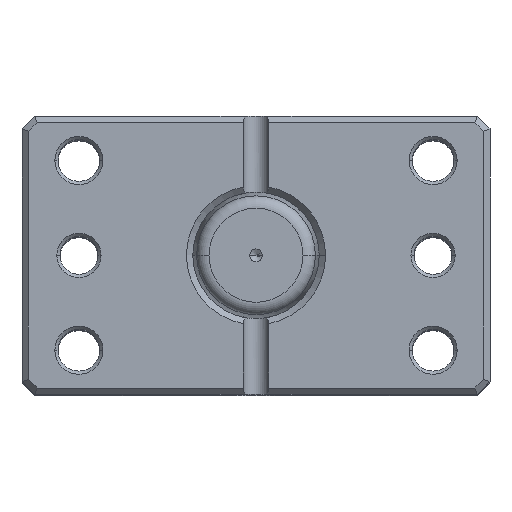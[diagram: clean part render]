
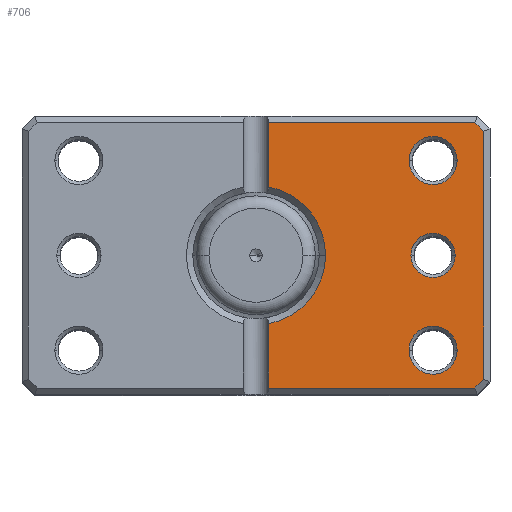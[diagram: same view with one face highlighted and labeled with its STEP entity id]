
A CAD part, top view. The second image highlights one B-rep face of the part: STEP entity #706.
In plain terms, the highlighted face is planar.
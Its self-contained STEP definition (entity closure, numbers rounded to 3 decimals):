
#8 = ORIENTED_EDGE ( 'NONE', *, *, #1592, .T. ) ;
#14 = LINE ( 'NONE', #680, #1314 ) ;
#22 = VECTOR ( 'NONE', #2048, 1000. ) ;
#25 = EDGE_CURVE ( 'NONE', #5394, #6900, #4788, .T. ) ;
#52 = DIRECTION ( 'NONE',  ( 1., 0., 0. ) ) ;
#57 = CARTESIAN_POINT ( 'NONE',  ( -34.586, 21., 0. ) ) ;
#65 = VERTEX_POINT ( 'NONE', #57 ) ;
#82 = CARTESIAN_POINT ( 'NONE',  ( -31.8, 15., 0. ) ) ;
#90 = CARTESIAN_POINT ( 'NONE',  ( -28., 0., 0. ) ) ;
#173 = CARTESIAN_POINT ( 'NONE',  ( -11., 0., 0. ) ) ;
#178 = DIRECTION ( 'NONE',  ( 0.707, 0.707, 0. ) ) ;
#201 = CARTESIAN_POINT ( 'NONE',  ( -31.5, 0., 0. ) ) ;
#229 = CARTESIAN_POINT ( 'NONE',  ( -2., -21., 0. ) ) ;
#233 = VECTOR ( 'NONE', #178, 1000. ) ;
#264 = EDGE_CURVE ( 'NONE', #4745, #65, #4689, .T. ) ;
#385 = CIRCLE ( 'NONE', #1814, 11. ) ;
#434 = DIRECTION ( 'NONE',  ( 1., 0., 0. ) ) ;
#445 = ORIENTED_EDGE ( 'NONE', *, *, #671, .T. ) ;
#459 = DIRECTION ( 'NONE',  ( 0., 0., 1. ) ) ;
#563 = CARTESIAN_POINT ( 'NONE',  ( -28., 15., 0. ) ) ;
#645 = CARTESIAN_POINT ( 'NONE',  ( -27.793, 27.793, 0. ) ) ;
#652 = DIRECTION ( 'NONE',  ( 1., 0., 0. ) ) ;
#671 = EDGE_CURVE ( 'NONE', #3816, #4540, #4681, .T. ) ;
#680 = CARTESIAN_POINT ( 'NONE',  ( 0., -21., 0. ) ) ;
#684 = ORIENTED_EDGE ( 'NONE', *, *, #3668, .T. ) ;
#706 = ADVANCED_FACE ( 'NONE', ( #1351, #2992, #5955, #7050 ), #6522, .F. ) ;
#760 = CARTESIAN_POINT ( 'NONE',  ( -36., 0., 0. ) ) ;
#880 = AXIS2_PLACEMENT_3D ( 'NONE', #1823, #5737, #2376 ) ;
#1146 = CIRCLE ( 'NONE', #6272, 3.8 ) ;
#1155 = CIRCLE ( 'NONE', #6462, 3.5 ) ;
#1226 = DIRECTION ( 'NONE',  ( -1., 0., 0. ) ) ;
#1237 = CARTESIAN_POINT ( 'NONE',  ( -24.2, 15., 0. ) ) ;
#1245 = DIRECTION ( 'NONE',  ( 0., -1., 0. ) ) ;
#1281 = ORIENTED_EDGE ( 'NONE', *, *, #6015, .T. ) ;
#1314 = VECTOR ( 'NONE', #1226, 1000. ) ;
#1351 = FACE_BOUND ( 'NONE', #4764, .T. ) ;
#1497 = LINE ( 'NONE', #3746, #22 ) ;
#1546 = EDGE_LOOP ( 'NONE', ( #8, #6648 ) ) ;
#1551 = ORIENTED_EDGE ( 'NONE', *, *, #3888, .T. ) ;
#1592 = EDGE_CURVE ( 'NONE', #3721, #2235, #3954, .T. ) ;
#1618 = AXIS2_PLACEMENT_3D ( 'NONE', #2874, #2473, #5305 ) ;
#1622 = ORIENTED_EDGE ( 'NONE', *, *, #3463, .T. ) ;
#1663 = LINE ( 'NONE', #760, #4833 ) ;
#1764 = EDGE_CURVE ( 'NONE', #2235, #3721, #7135, .T. ) ;
#1814 = AXIS2_PLACEMENT_3D ( 'NONE', #2254, #6139, #2808 ) ;
#1823 = CARTESIAN_POINT ( 'NONE',  ( -28., -15., 0. ) ) ;
#1904 = ORIENTED_EDGE ( 'NONE', *, *, #6862, .T. ) ;
#1932 = VERTEX_POINT ( 'NONE', #5423 ) ;
#2048 = DIRECTION ( 'NONE',  ( 1., 0., 0. ) ) ;
#2060 = VERTEX_POINT ( 'NONE', #2179 ) ;
#2179 = CARTESIAN_POINT ( 'NONE',  ( -24.2, -15., 0. ) ) ;
#2235 = VERTEX_POINT ( 'NONE', #1237 ) ;
#2254 = CARTESIAN_POINT ( 'NONE',  ( 0., 0., 0. ) ) ;
#2266 = CARTESIAN_POINT ( 'NONE',  ( -2., -10.817, 0. ) ) ;
#2279 = EDGE_CURVE ( 'NONE', #6895, #1932, #5867, .T. ) ;
#2376 = DIRECTION ( 'NONE',  ( 1., 0., 0. ) ) ;
#2473 = DIRECTION ( 'NONE',  ( 0., 0., 1. ) ) ;
#2682 = CARTESIAN_POINT ( 'NONE',  ( -2., 21., 0. ) ) ;
#2733 = CARTESIAN_POINT ( 'NONE',  ( -2., 10.817, 0. ) ) ;
#2808 = DIRECTION ( 'NONE',  ( 1., 0., 0. ) ) ;
#2874 = CARTESIAN_POINT ( 'NONE',  ( -28., 15., 0. ) ) ;
#2876 = CIRCLE ( 'NONE', #5223, 11. ) ;
#2880 = VERTEX_POINT ( 'NONE', #2733 ) ;
#2956 = DIRECTION ( 'NONE',  ( 0., 0., 1. ) ) ;
#2958 = DIRECTION ( 'NONE',  ( 0., 0., 1. ) ) ;
#2969 = DIRECTION ( 'NONE',  ( 0., 0., 1. ) ) ;
#2992 = FACE_BOUND ( 'NONE', #5575, .T. ) ;
#3099 = VECTOR ( 'NONE', #1245, 1000. ) ;
#3138 = DIRECTION ( 'NONE',  ( 0., -1., 0. ) ) ;
#3173 = VECTOR ( 'NONE', #5580, 1000. ) ;
#3195 = EDGE_CURVE ( 'NONE', #6398, #2060, #7115, .T. ) ;
#3214 = AXIS2_PLACEMENT_3D ( 'NONE', #6276, #2956, #6825 ) ;
#3382 = DIRECTION ( 'NONE',  ( 0., 0., 1. ) ) ;
#3463 = EDGE_CURVE ( 'NONE', #65, #6721, #1497, .T. ) ;
#3532 = CARTESIAN_POINT ( 'NONE',  ( -36., -19.586, 0. ) ) ;
#3636 = AXIS2_PLACEMENT_3D ( 'NONE', #563, #459, #434 ) ;
#3668 = EDGE_CURVE ( 'NONE', #3847, #5394, #2876, .T. ) ;
#3721 = VERTEX_POINT ( 'NONE', #82 ) ;
#3725 = EDGE_LOOP ( 'NONE', ( #6507, #6147, #684, #4610, #6503, #445, #1551, #4792, #1622 ) ) ;
#3746 = CARTESIAN_POINT ( 'NONE',  ( 0., 21., 0. ) ) ;
#3816 = VERTEX_POINT ( 'NONE', #6633 ) ;
#3847 = VERTEX_POINT ( 'NONE', #173 ) ;
#3888 = EDGE_CURVE ( 'NONE', #4540, #4745, #1663, .T. ) ;
#3954 = CIRCLE ( 'NONE', #3636, 3.8 ) ;
#3987 = DIRECTION ( 'NONE',  ( 0., 0., 1. ) ) ;
#4388 = EDGE_CURVE ( 'NONE', #6900, #3816, #14, .T. ) ;
#4397 = DIRECTION ( 'NONE',  ( 1., 0., 0. ) ) ;
#4538 = ORIENTED_EDGE ( 'NONE', *, *, #3195, .T. ) ;
#4540 = VERTEX_POINT ( 'NONE', #3532 ) ;
#4610 = ORIENTED_EDGE ( 'NONE', *, *, #25, .T. ) ;
#4681 = LINE ( 'NONE', #5510, #3173 ) ;
#4689 = LINE ( 'NONE', #645, #233 ) ;
#4745 = VERTEX_POINT ( 'NONE', #6537 ) ;
#4748 = LINE ( 'NONE', #6970, #4915 ) ;
#4764 = EDGE_LOOP ( 'NONE', ( #6243, #1281 ) ) ;
#4788 = LINE ( 'NONE', #5753, #3099 ) ;
#4792 = ORIENTED_EDGE ( 'NONE', *, *, #264, .T. ) ;
#4833 = VECTOR ( 'NONE', #5768, 1000. ) ;
#4915 = VECTOR ( 'NONE', #3138, 1000. ) ;
#4949 = AXIS2_PLACEMENT_3D ( 'NONE', #6408, #2969, #4397 ) ;
#5223 = AXIS2_PLACEMENT_3D ( 'NONE', #6686, #3382, #52 ) ;
#5305 = DIRECTION ( 'NONE',  ( 1., 0., 0. ) ) ;
#5394 = VERTEX_POINT ( 'NONE', #2266 ) ;
#5423 = CARTESIAN_POINT ( 'NONE',  ( -24.5, 0., 0. ) ) ;
#5510 = CARTESIAN_POINT ( 'NONE',  ( -27.793, -27.793, 0. ) ) ;
#5575 = EDGE_LOOP ( 'NONE', ( #4538, #1904 ) ) ;
#5580 = DIRECTION ( 'NONE',  ( -0.707, 0.707, 0. ) ) ;
#5737 = DIRECTION ( 'NONE',  ( 0., 0., 1. ) ) ;
#5753 = CARTESIAN_POINT ( 'NONE',  ( -2., 22., 0. ) ) ;
#5768 = DIRECTION ( 'NONE',  ( 0., 1., 0. ) ) ;
#5867 = CIRCLE ( 'NONE', #3214, 3.5 ) ;
#5955 = FACE_BOUND ( 'NONE', #1546, .T. ) ;
#6015 = EDGE_CURVE ( 'NONE', #1932, #6895, #1155, .T. ) ;
#6139 = DIRECTION ( 'NONE',  ( 0., 0., 1. ) ) ;
#6147 = ORIENTED_EDGE ( 'NONE', *, *, #6790, .T. ) ;
#6243 = ORIENTED_EDGE ( 'NONE', *, *, #2279, .T. ) ;
#6263 = CARTESIAN_POINT ( 'NONE',  ( -31.8, -15., 0. ) ) ;
#6272 = AXIS2_PLACEMENT_3D ( 'NONE', #6278, #2958, #6829 ) ;
#6276 = CARTESIAN_POINT ( 'NONE',  ( -28., 0., 0. ) ) ;
#6278 = CARTESIAN_POINT ( 'NONE',  ( -28., -15., 0. ) ) ;
#6398 = VERTEX_POINT ( 'NONE', #6263 ) ;
#6408 = CARTESIAN_POINT ( 'NONE',  ( 0., 0., 0. ) ) ;
#6462 = AXIS2_PLACEMENT_3D ( 'NONE', #90, #3987, #652 ) ;
#6503 = ORIENTED_EDGE ( 'NONE', *, *, #4388, .T. ) ;
#6507 = ORIENTED_EDGE ( 'NONE', *, *, #7017, .T. ) ;
#6522 = PLANE ( 'NONE',  #4949 ) ;
#6537 = CARTESIAN_POINT ( 'NONE',  ( -36., 19.586, 0. ) ) ;
#6633 = CARTESIAN_POINT ( 'NONE',  ( -34.586, -21., 0. ) ) ;
#6648 = ORIENTED_EDGE ( 'NONE', *, *, #1764, .T. ) ;
#6686 = CARTESIAN_POINT ( 'NONE',  ( 0., 0., 0. ) ) ;
#6721 = VERTEX_POINT ( 'NONE', #2682 ) ;
#6790 = EDGE_CURVE ( 'NONE', #2880, #3847, #385, .T. ) ;
#6825 = DIRECTION ( 'NONE',  ( 1., 0., 0. ) ) ;
#6829 = DIRECTION ( 'NONE',  ( 1., 0., 0. ) ) ;
#6862 = EDGE_CURVE ( 'NONE', #2060, #6398, #1146, .T. ) ;
#6895 = VERTEX_POINT ( 'NONE', #201 ) ;
#6900 = VERTEX_POINT ( 'NONE', #229 ) ;
#6970 = CARTESIAN_POINT ( 'NONE',  ( -2., 22., 0. ) ) ;
#7017 = EDGE_CURVE ( 'NONE', #6721, #2880, #4748, .T. ) ;
#7050 = FACE_OUTER_BOUND ( 'NONE', #3725, .T. ) ;
#7115 = CIRCLE ( 'NONE', #880, 3.8 ) ;
#7135 = CIRCLE ( 'NONE', #1618, 3.8 ) ;
